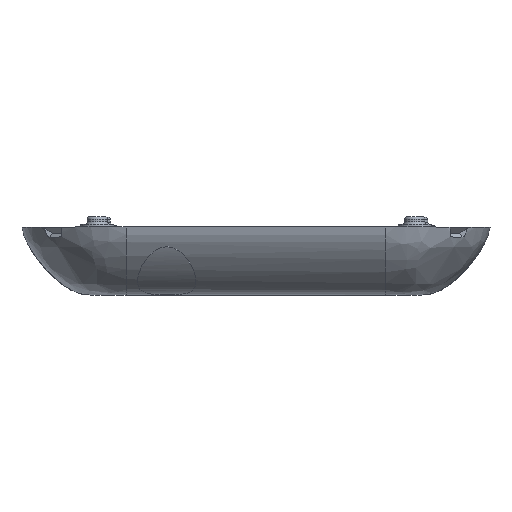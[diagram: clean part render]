
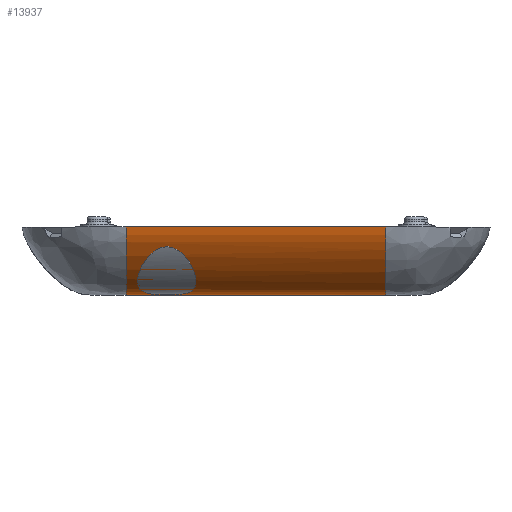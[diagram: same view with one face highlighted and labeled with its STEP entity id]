
A CAD part, top view. The second image highlights one B-rep face of the part: STEP entity #13937.
In plain terms, the highlighted free-form (B-spline) face has degree [4, 1] with [6, 2] control points.
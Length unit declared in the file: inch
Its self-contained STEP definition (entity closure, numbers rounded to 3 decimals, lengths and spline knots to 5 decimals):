
#552=B_SPLINE_SURFACE_WITH_KNOTS('',4,1,((#31305,#31306),(#31307,#31308),
(#31309,#31310),(#31311,#31312),(#31313,#31314),(#31315,#31316)),
 .UNSPECIFIED.,.F.,.F.,.F.,(5,1,5),(2,2),(-1.,-0.53139,0.),(0.,
2.53492),.UNSPECIFIED.);
#1646=FACE_OUTER_BOUND('',#2524,.T.);
#2524=EDGE_LOOP('',(#12734,#12735,#12736,#12737));
#3452=LINE('',#28901,#4446);
#4446=VECTOR('',#16349,0.998);
#4601=B_SPLINE_CURVE_WITH_KNOTS('',4,(#17480,#17481,#17482,#17483,#17484,
#17485),.UNSPECIFIED.,.F.,.F.,(5,1,5),(0.4342,0.53139,
1.),.UNSPECIFIED.);
#4606=B_SPLINE_CURVE_WITH_KNOTS('',4,(#17539,#17540,#17541,#17542,#17543,
#17544),.UNSPECIFIED.,.F.,.F.,(5,1,5),(-1.,-0.53139,-0.4342),
 .UNSPECIFIED.);
#4774=B_SPLINE_CURVE_WITH_KNOTS('',3,(#21586,#21587,#21588,#21589,#21590,
#21591),.UNSPECIFIED.,.F.,.F.,(4,2,4),(-2.53492,-1.26746,0.),
 .UNSPECIFIED.);
#5383=VERTEX_POINT('',#17470);
#5384=VERTEX_POINT('',#17479);
#5386=VERTEX_POINT('',#17512);
#5389=VERTEX_POINT('',#17537);
#6715=EDGE_CURVE('',#5383,#5384,#4601,.T.);
#6722=EDGE_CURVE('',#5389,#5386,#4606,.T.);
#6936=EDGE_CURVE('',#5383,#5386,#4774,.T.);
#8275=EDGE_CURVE('',#5384,#5389,#3452,.T.);
#12734=ORIENTED_EDGE('',*,*,#6936,.T.);
#12735=ORIENTED_EDGE('',*,*,#6722,.F.);
#12736=ORIENTED_EDGE('',*,*,#8275,.F.);
#12737=ORIENTED_EDGE('',*,*,#6715,.F.);
#13937=ADVANCED_FACE('',(#1646),#552,.T.);
#16349=DIRECTION('',(-1.,0.,0.));
#17470=CARTESIAN_POINT('',(0.499,0.26,0.89937));
#17479=CARTESIAN_POINT('',(0.499,0.,0.625));
#17480=CARTESIAN_POINT('Ctrl Pts',(0.499,0.26,0.89937));
#17481=CARTESIAN_POINT('Ctrl Pts',(0.499,0.24149,0.89644));
#17482=CARTESIAN_POINT('Ctrl Pts',(0.499,0.13129,0.86161));
#17483=CARTESIAN_POINT('Ctrl Pts',(0.499,0.01951,0.73684));
#17484=CARTESIAN_POINT('Ctrl Pts',(0.499,0.,0.69176));
#17485=CARTESIAN_POINT('Ctrl Pts',(0.499,0.,0.625));
#17512=CARTESIAN_POINT('',(-0.499,0.26,0.89937));
#17537=CARTESIAN_POINT('',(-0.499,0.,0.625));
#17539=CARTESIAN_POINT('Ctrl Pts',(-0.499,0.,0.625));
#17540=CARTESIAN_POINT('Ctrl Pts',(-0.499,0.,0.69176));
#17541=CARTESIAN_POINT('Ctrl Pts',(-0.499,0.01951,0.73684));
#17542=CARTESIAN_POINT('Ctrl Pts',(-0.499,0.13129,0.86161));
#17543=CARTESIAN_POINT('Ctrl Pts',(-0.499,0.24149,0.89644));
#17544=CARTESIAN_POINT('Ctrl Pts',(-0.499,0.26,0.89937));
#21586=CARTESIAN_POINT('Ctrl Pts',(0.499,0.26,0.89937));
#21587=CARTESIAN_POINT('Ctrl Pts',(0.33267,0.26,0.89937));
#21588=CARTESIAN_POINT('Ctrl Pts',(0.16633,0.26,0.89937));
#21589=CARTESIAN_POINT('Ctrl Pts',(-0.16633,0.26,0.89937));
#21590=CARTESIAN_POINT('Ctrl Pts',(-0.33267,0.26,0.89937));
#21591=CARTESIAN_POINT('Ctrl Pts',(-0.499,0.26,0.89937));
#28901=CARTESIAN_POINT('',(0.499,0.,0.625));
#31305=CARTESIAN_POINT('Ctrl Pts',(0.499,0.,0.625));
#31306=CARTESIAN_POINT('Ctrl Pts',(-0.499,0.,0.625));
#31307=CARTESIAN_POINT('Ctrl Pts',(0.499,0.,0.69176));
#31308=CARTESIAN_POINT('Ctrl Pts',(-0.499,0.,0.69176));
#31309=CARTESIAN_POINT('Ctrl Pts',(0.499,0.03448,0.77143));
#31310=CARTESIAN_POINT('Ctrl Pts',(-0.499,0.03448,0.77143));
#31311=CARTESIAN_POINT('Ctrl Pts',(0.499,0.35717,1.10003));
#31312=CARTESIAN_POINT('Ctrl Pts',(-0.499,0.35717,1.10003));
#31313=CARTESIAN_POINT('Ctrl Pts',(0.499,0.45,0.74109));
#31314=CARTESIAN_POINT('Ctrl Pts',(-0.499,0.45,0.74109));
#31315=CARTESIAN_POINT('Ctrl Pts',(0.499,0.45,0.625));
#31316=CARTESIAN_POINT('Ctrl Pts',(-0.499,0.45,0.625));
